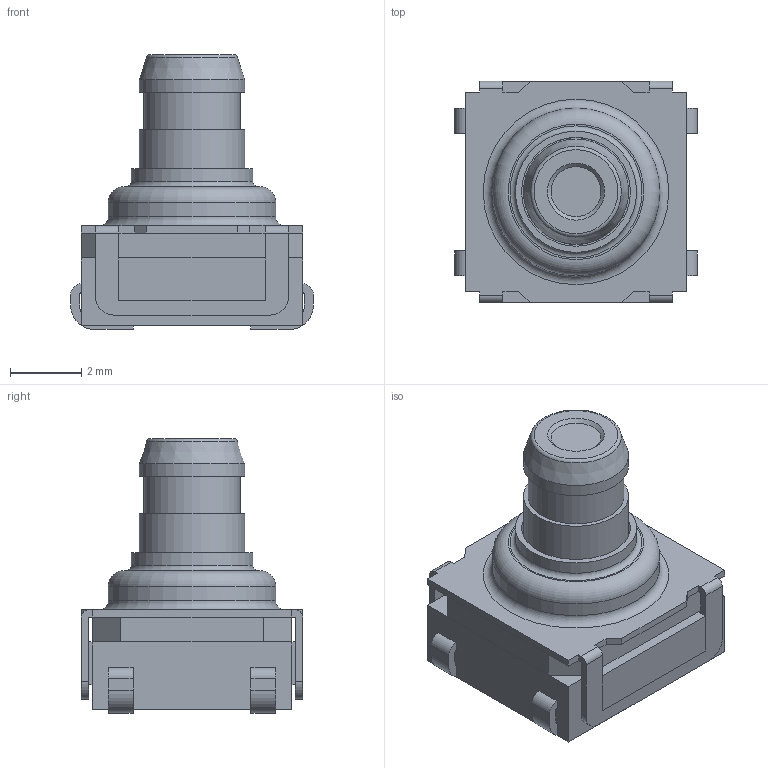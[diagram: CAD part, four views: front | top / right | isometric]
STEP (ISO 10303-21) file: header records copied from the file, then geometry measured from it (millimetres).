
FILE_DESCRIPTION(/* description */ ('model of SW_Push_1P1T_NO_CK_KSC9xxJ'),/* implementation_level */ '2;1');
FILE_NAME(/* name */ 'SW_Push_1P1T_NO_CK_KSC9xxJ.step',/* time_stamp */ '1970-01-01T00:00:00',/* author */ ('KiCAD','kicad'),/* organization */ ('OCCT'),/* preprocessor_version */ '',/* originating_system */ 'KiCAD',/* authorisation */ '');
FILE_SCHEMA(('AUTOMOTIVE_DESIGN { 1 0 10303 214 1 1 1 1 }'));
Length unit declared in the file: millimetre
Products named in the file (1): SW_Push_1P1T_NO_CK_KSC9xxJ
Bounding box: 6.8 x 6.2 x 7.7 mm (x, y, z)
Volume: 144.9 mm3; surface area: 254.7 mm2
Topology: 1 solids, 1 shells, 147 faces, 409 edges, 259 vertices
Faces by surface type: plane 111, cylinder 30, torus 4, cone 2
Full cylindrical faces by diameter (mm): 2.7 x1, 2.95 x2, 3.05 x1, 3.4 x1, 4.7 x1
Entity records: 3119 total; most frequent: ORIENTED_EDGE 634, EDGE_CURVE 409, CARTESIAN_POINT 396, VERTEX_POINT 259, LINE 252, AXIS2_PLACEMENT_3D 172, FACE_BOUND 158, EDGE_LOOP 158
